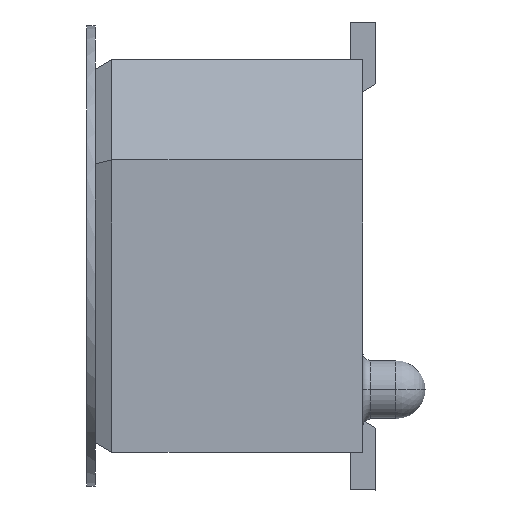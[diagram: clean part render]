
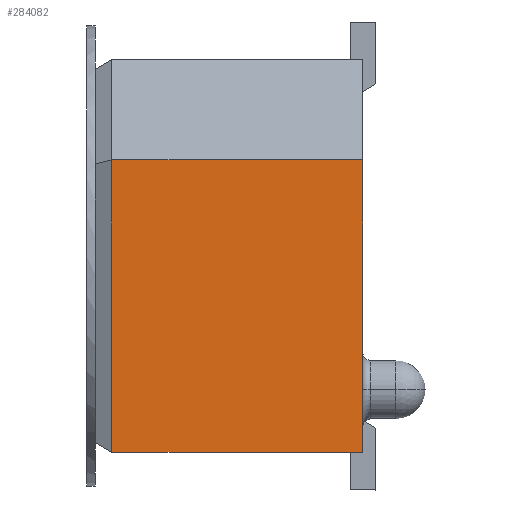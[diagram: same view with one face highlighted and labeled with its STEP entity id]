
A CAD part, left-side view. The second image highlights one B-rep face of the part: STEP entity #284082.
In plain terms, the highlighted planar face has unit normal (-1, 0, 0).
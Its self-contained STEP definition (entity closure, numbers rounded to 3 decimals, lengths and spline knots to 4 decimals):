
#7441 = VERTEX_POINT ( 'NONE', #37129 ) ;
#13018 = VERTEX_POINT ( 'NONE', #61947 ) ;
#17991 = VERTEX_POINT ( 'NONE', #163708 ) ;
#19439 = DIRECTION ( 'NONE',  ( 0., 0., 1. ) ) ;
#35440 = DIRECTION ( 'NONE',  ( 0., 1., 0. ) ) ;
#37129 = CARTESIAN_POINT ( 'NONE',  ( -22.5044, -2.032, 1.4605 ) ) ;
#39153 = LINE ( 'NONE', #325236, #171335 ) ;
#44857 = CARTESIAN_POINT ( 'NONE',  ( -22.5044, -2.032, 2.9845 ) ) ;
#47292 = ORIENTED_EDGE ( 'NONE', *, *, #210727, .F. ) ;
#61947 = CARTESIAN_POINT ( 'NONE',  ( -22.5044, 1.778, -2.9845 ) ) ;
#76375 = LINE ( 'NONE', #174433, #278716 ) ;
#94807 = DIRECTION ( 'NONE',  ( 0., 0., -1. ) ) ;
#116770 = AXIS2_PLACEMENT_3D ( 'NONE', #44857, #177616, #19439 ) ;
#120420 = ORIENTED_EDGE ( 'NONE', *, *, #330239, .T. ) ;
#120493 = EDGE_LOOP ( 'NONE', ( #145721, #120420, #226014, #47292 ) ) ;
#138633 = DIRECTION ( 'NONE',  ( 0., 0., -1. ) ) ;
#141393 = CARTESIAN_POINT ( 'NONE',  ( -22.5044, -2.032, -2.9845 ) ) ;
#145721 = ORIENTED_EDGE ( 'NONE', *, *, #266869, .T. ) ;
#163708 = CARTESIAN_POINT ( 'NONE',  ( -22.5044, 1.778, 1.4605 ) ) ;
#171335 = VECTOR ( 'NONE', #35440, 1000. ) ;
#174433 = CARTESIAN_POINT ( 'NONE',  ( -22.5044, 1.778, -2.9845 ) ) ;
#177616 = DIRECTION ( 'NONE',  ( -1., 0., 0. ) ) ;
#177648 = VERTEX_POINT ( 'NONE', #271842 ) ;
#210727 = EDGE_CURVE ( 'NONE', #7441, #177648, #257074, .T. ) ;
#226014 = ORIENTED_EDGE ( 'NONE', *, *, #238395, .F. ) ;
#235433 = LINE ( 'NONE', #141393, #322223 ) ;
#238395 = EDGE_CURVE ( 'NONE', #177648, #13018, #235433, .T. ) ;
#248783 = VECTOR ( 'NONE', #138633, 1000. ) ;
#257074 = LINE ( 'NONE', #296702, #248783 ) ;
#266869 = EDGE_CURVE ( 'NONE', #7441, #17991, #39153, .T. ) ;
#271842 = CARTESIAN_POINT ( 'NONE',  ( -22.5044, -2.032, -2.9845 ) ) ;
#278716 = VECTOR ( 'NONE', #94807, 1000. ) ;
#284082 = ADVANCED_FACE ( 'NONE', ( #296816 ), #335843, .T. ) ;
#296702 = CARTESIAN_POINT ( 'NONE',  ( -22.5044, -2.032, 2.9845 ) ) ;
#296816 = FACE_OUTER_BOUND ( 'NONE', #120493, .T. ) ;
#322223 = VECTOR ( 'NONE', #326043, 1000. ) ;
#325236 = CARTESIAN_POINT ( 'NONE',  ( -22.5044, -2.032, 1.4605 ) ) ;
#326043 = DIRECTION ( 'NONE',  ( 0., 1., 0. ) ) ;
#330239 = EDGE_CURVE ( 'NONE', #17991, #13018, #76375, .T. ) ;
#335843 = PLANE ( 'NONE',  #116770 ) ;
